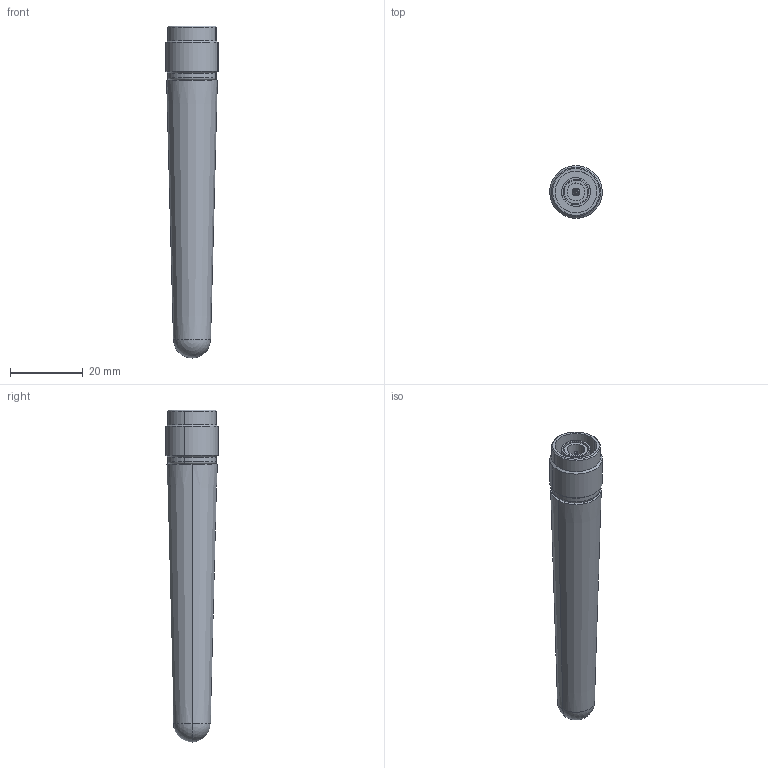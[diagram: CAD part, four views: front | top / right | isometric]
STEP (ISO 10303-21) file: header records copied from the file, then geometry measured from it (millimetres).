
FILE_DESCRIPTION (( 'STEP AP214' ), '1' );
FILE_NAME ('FM51088_3D.step', '2023-01-17T20:51:04', ( '' ), ( '' ), 'SwSTEP 2.0', 'SolidWorks 2022', '' );
FILE_SCHEMA (( 'AUTOMOTIVE_DESIGN' ));
Length unit declared in the file: inch
Products named in the file (5): 11-TNC006-MA1; 11-TNC006-MA2; 11-TNC006; FM51088; FM51088_3D
Assembly tree (4 placements, depth 3):
  FM51088_3D
    FM51088
    11-TNC006
      11-TNC006-MA1
      11-TNC006-MA2
Bounding box: 14.49 x 14.49 x 91.45 mm (x, y, z)
Volume: 10227.7 mm3; surface area: 5404.3 mm2
Topology: 3 solids, 3 shells, 104 faces, 238 edges, 145 vertices
Faces by surface type: cylinder 39, plane 37, cone 24, sphere 2, torus 2
Entity records: 3144 total; most frequent: DIRECTION 568, CARTESIAN_POINT 531, ORIENTED_EDGE 468, EDGE_CURVE 234, AXIS2_PLACEMENT_3D 228, VERTEX_POINT 145, EDGE_LOOP 117, CIRCLE 116
